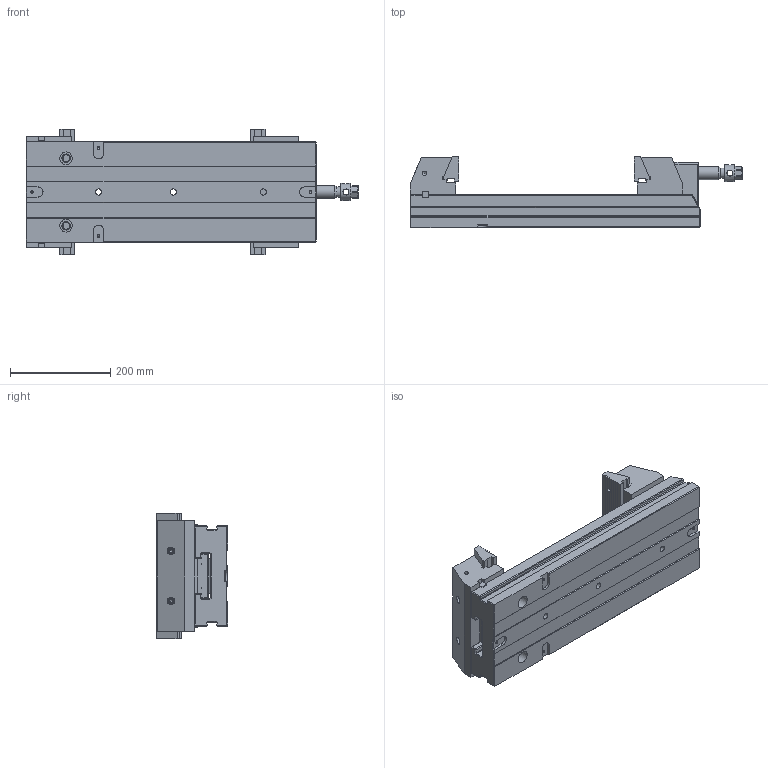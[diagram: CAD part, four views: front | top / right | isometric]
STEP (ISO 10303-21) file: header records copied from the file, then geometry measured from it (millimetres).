
FILE_DESCRIPTION(/* description */ (''),/* implementation_level */ '2;1');
FILE_NAME(/* name */ '30_250L_Mordaza.stp',/* time_stamp */ '2019-03-22T11:44:06+01:00',/* author */ (''),/* organization */ (''),/* preprocessor_version */ 'ST-DEVELOPER v16',/* originating_system */ 'SIEMENS PLM Software NX 11.0',/* authorisation */ '');
FILE_SCHEMA (('AUTOMOTIVE_DESIGN { 1 0 10303 214 3 1 1 1 }'));
Length unit declared in the file: millimetre
Products named in the file (1): 30_250L_Mordaza
Bounding box: 662.99 x 142 x 250 mm (x, y, z)
Volume: 8929912.8 mm3; surface area: 802080.4 mm2
Topology: 13 solids, 13 shells, 625 faces, 1649 edges, 1079 vertices
Faces by surface type: plane 462, cylinder 103, cone 36, sphere 15, torus 9
Full cylindrical faces by diameter (mm): 4.351 x1, 5.188 x4, 6 x2, 6.5 x2, 6.985 x4, 8.5 x4, 8.782 x6, 9.5 x4, 10.5 x4, 10.579 x3, 12 x4, 12.376 x3, 13 x3, 14.376 x2, 15 x4, 15.5 x2, 16.5 x1, 17 x2, 18 x5, 19 x5, 20 x3, 21.25 x1, 25 x2, 26 x1, 28 x2, 30 x2, 33.8 x1, 34 x3
Entity records: 20667 total; most frequent: CARTESIAN_POINT 3435, DIRECTION 2963, ORIENTED_EDGE 2914, EDGE_CURVE 1457, LINE 1141, VECTOR 1141, VERTEX_POINT 1025, AXIS2_PLACEMENT_3D 911
